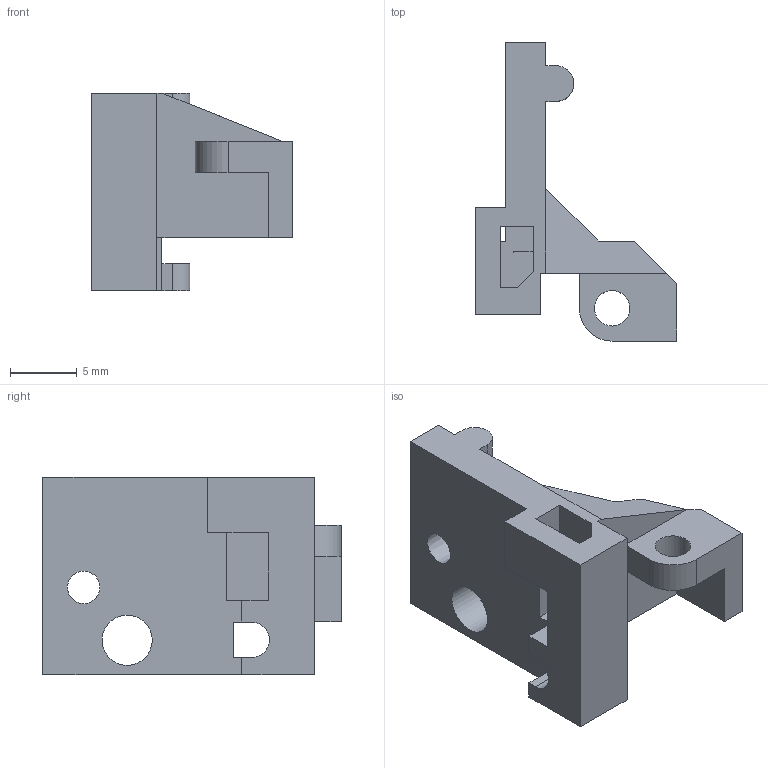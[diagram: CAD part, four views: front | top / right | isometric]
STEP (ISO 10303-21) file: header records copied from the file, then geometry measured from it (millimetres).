
FILE_DESCRIPTION(/* description */ (''),/* implementation_level */ '2;1');
FILE_NAME(/* name */ '100193917ugm000_b.stp',/* time_stamp */ '2014-07-14T13:55:30+02:00',/* author */ (''),/* organization */ (''),/* preprocessor_version */ 'ST-DEVELOPER v15',/* originating_system */ 'SIEMENS PLM Software NX 8.5',/* authorisation */ '');
FILE_SCHEMA (('AUTOMOTIVE_DESIGN { 1 0 10303 214 3 1 1 1 }'));
Length unit declared in the file: millimetre
Products named in the file (1): 100193917ugm000_b
Bounding box: 15.1 x 22.3 x 14.8 mm (x, y, z)
Volume: 1259.9 mm3; surface area: 1455.5 mm2
Topology: 1 solids, 1 shells, 85 faces, 241 edges, 166 vertices
Faces by surface type: plane 71, cylinder 11, bspline 2, cone 1
Full cylindrical faces by diameter (mm): 2.65 x1, 3.75 x1
Entity records: 2826 total; most frequent: CARTESIAN_POINT 524, ORIENTED_EDGE 476, DIRECTION 434, EDGE_CURVE 238, LINE 210, VECTOR 210, VERTEX_POINT 160, AXIS2_PLACEMENT_3D 112
